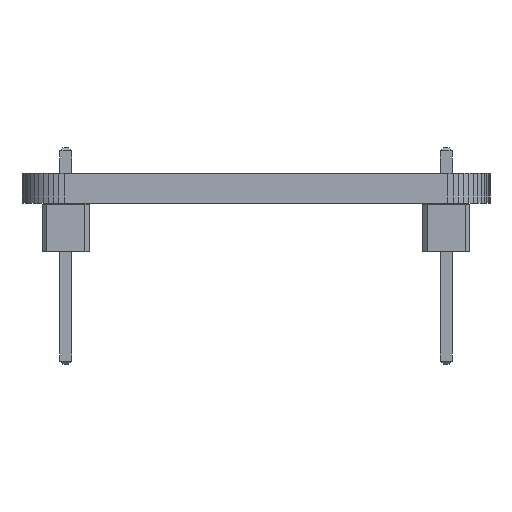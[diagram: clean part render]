
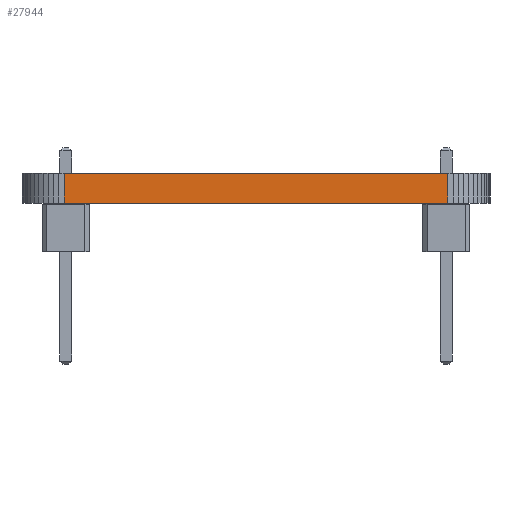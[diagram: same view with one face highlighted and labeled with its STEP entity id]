
A CAD part, front view. The second image highlights one B-rep face of the part: STEP entity #27944.
In plain terms, the highlighted planar face has unit normal (0, -1, 0).
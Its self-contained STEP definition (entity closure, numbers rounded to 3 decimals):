
#21935 = PLANE('',#21936);
#21936 = AXIS2_PLACEMENT_3D('',#21937,#21938,#21939);
#21937 = CARTESIAN_POINT('',(12.5,-22.5,1.6));
#21938 = DIRECTION('',(-0.,-0.,-1.));
#21939 = DIRECTION('',(-1.,0.,0.));
#21989 = PLANE('',#21990);
#21990 = AXIS2_PLACEMENT_3D('',#21991,#21992,#21993);
#21991 = CARTESIAN_POINT('',(12.5,-22.5,0.));
#21992 = DIRECTION('',(-0.,-0.,-1.));
#21993 = DIRECTION('',(-1.,0.,0.));
#22742 = VERTEX_POINT('',#22743);
#22743 = CARTESIAN_POINT('',(22.75,-45.,0.));
#22757 = PLANE('',#22758);
#22758 = AXIS2_PLACEMENT_3D('',#22759,#22760,#22761);
#22759 = CARTESIAN_POINT('',(23.044,-44.981,0.));
#22760 = DIRECTION('',(0.065,-0.998,0.));
#22761 = DIRECTION('',(-0.998,-0.065,0.));
#22769 = EDGE_CURVE('',#22742,#22770,#22772,.T.);
#22770 = VERTEX_POINT('',#22771);
#22771 = CARTESIAN_POINT('',(2.25,-45.,0.));
#22772 = SURFACE_CURVE('',#22773,(#22777,#22784),.PCURVE_S1.);
#22773 = LINE('',#22774,#22775);
#22774 = CARTESIAN_POINT('',(22.75,-45.,0.));
#22775 = VECTOR('',#22776,1.);
#22776 = DIRECTION('',(-1.,0.,0.));
#22777 = PCURVE('',#21989,#22778);
#22778 = DEFINITIONAL_REPRESENTATION('',(#22779),#22783);
#22779 = LINE('',#22780,#22781);
#22780 = CARTESIAN_POINT('',(-10.25,-22.5));
#22781 = VECTOR('',#22782,1.);
#22782 = DIRECTION('',(1.,0.));
#22783 = ( GEOMETRIC_REPRESENTATION_CONTEXT(2) 
PARAMETRIC_REPRESENTATION_CONTEXT() REPRESENTATION_CONTEXT('2D SPACE',''
  ) );
#22784 = PCURVE('',#22785,#22790);
#22785 = PLANE('',#22786);
#22786 = AXIS2_PLACEMENT_3D('',#22787,#22788,#22789);
#22787 = CARTESIAN_POINT('',(22.75,-45.,0.));
#22788 = DIRECTION('',(0.,-1.,0.));
#22789 = DIRECTION('',(-1.,0.,0.));
#22790 = DEFINITIONAL_REPRESENTATION('',(#22791),#22795);
#22791 = LINE('',#22792,#22793);
#22792 = CARTESIAN_POINT('',(0.,-0.));
#22793 = VECTOR('',#22794,1.);
#22794 = DIRECTION('',(1.,0.));
#22795 = ( GEOMETRIC_REPRESENTATION_CONTEXT(2) 
PARAMETRIC_REPRESENTATION_CONTEXT() REPRESENTATION_CONTEXT('2D SPACE',''
  ) );
#22813 = PLANE('',#22814);
#22814 = AXIS2_PLACEMENT_3D('',#22815,#22816,#22817);
#22815 = CARTESIAN_POINT('',(2.25,-45.,0.));
#22816 = DIRECTION('',(-0.065,-0.998,0.));
#22817 = DIRECTION('',(-0.998,0.065,0.));
#25128 = VERTEX_POINT('',#25129);
#25129 = CARTESIAN_POINT('',(22.75,-45.,1.6));
#25150 = EDGE_CURVE('',#25128,#25151,#25153,.T.);
#25151 = VERTEX_POINT('',#25152);
#25152 = CARTESIAN_POINT('',(2.25,-45.,1.6));
#25153 = SURFACE_CURVE('',#25154,(#25158,#25165),.PCURVE_S1.);
#25154 = LINE('',#25155,#25156);
#25155 = CARTESIAN_POINT('',(22.75,-45.,1.6));
#25156 = VECTOR('',#25157,1.);
#25157 = DIRECTION('',(-1.,0.,0.));
#25158 = PCURVE('',#21935,#25159);
#25159 = DEFINITIONAL_REPRESENTATION('',(#25160),#25164);
#25160 = LINE('',#25161,#25162);
#25161 = CARTESIAN_POINT('',(-10.25,-22.5));
#25162 = VECTOR('',#25163,1.);
#25163 = DIRECTION('',(1.,0.));
#25164 = ( GEOMETRIC_REPRESENTATION_CONTEXT(2) 
PARAMETRIC_REPRESENTATION_CONTEXT() REPRESENTATION_CONTEXT('2D SPACE',''
  ) );
#25165 = PCURVE('',#22785,#25166);
#25166 = DEFINITIONAL_REPRESENTATION('',(#25167),#25171);
#25167 = LINE('',#25168,#25169);
#25168 = CARTESIAN_POINT('',(0.,-1.6));
#25169 = VECTOR('',#25170,1.);
#25170 = DIRECTION('',(1.,0.));
#25171 = ( GEOMETRIC_REPRESENTATION_CONTEXT(2) 
PARAMETRIC_REPRESENTATION_CONTEXT() REPRESENTATION_CONTEXT('2D SPACE',''
  ) );
#27896 = EDGE_CURVE('',#22742,#25128,#27897,.T.);
#27897 = SURFACE_CURVE('',#27898,(#27902,#27909),.PCURVE_S1.);
#27898 = LINE('',#27899,#27900);
#27899 = CARTESIAN_POINT('',(22.75,-45.,0.));
#27900 = VECTOR('',#27901,1.);
#27901 = DIRECTION('',(0.,0.,1.));
#27902 = PCURVE('',#22757,#27903);
#27903 = DEFINITIONAL_REPRESENTATION('',(#27904),#27908);
#27904 = LINE('',#27905,#27906);
#27905 = CARTESIAN_POINT('',(0.294,0.));
#27906 = VECTOR('',#27907,1.);
#27907 = DIRECTION('',(0.,-1.));
#27908 = ( GEOMETRIC_REPRESENTATION_CONTEXT(2) 
PARAMETRIC_REPRESENTATION_CONTEXT() REPRESENTATION_CONTEXT('2D SPACE',''
  ) );
#27909 = PCURVE('',#22785,#27910);
#27910 = DEFINITIONAL_REPRESENTATION('',(#27911),#27915);
#27911 = LINE('',#27912,#27913);
#27912 = CARTESIAN_POINT('',(0.,-0.));
#27913 = VECTOR('',#27914,1.);
#27914 = DIRECTION('',(0.,-1.));
#27915 = ( GEOMETRIC_REPRESENTATION_CONTEXT(2) 
PARAMETRIC_REPRESENTATION_CONTEXT() REPRESENTATION_CONTEXT('2D SPACE',''
  ) );
#27944 = ADVANCED_FACE('',(#27945),#22785,.T.);
#27945 = FACE_BOUND('',#27946,.T.);
#27946 = EDGE_LOOP('',(#27947,#27948,#27949,#27970));
#27947 = ORIENTED_EDGE('',*,*,#27896,.T.);
#27948 = ORIENTED_EDGE('',*,*,#25150,.T.);
#27949 = ORIENTED_EDGE('',*,*,#27950,.F.);
#27950 = EDGE_CURVE('',#22770,#25151,#27951,.T.);
#27951 = SURFACE_CURVE('',#27952,(#27956,#27963),.PCURVE_S1.);
#27952 = LINE('',#27953,#27954);
#27953 = CARTESIAN_POINT('',(2.25,-45.,0.));
#27954 = VECTOR('',#27955,1.);
#27955 = DIRECTION('',(0.,0.,1.));
#27956 = PCURVE('',#22785,#27957);
#27957 = DEFINITIONAL_REPRESENTATION('',(#27958),#27962);
#27958 = LINE('',#27959,#27960);
#27959 = CARTESIAN_POINT('',(20.5,0.));
#27960 = VECTOR('',#27961,1.);
#27961 = DIRECTION('',(0.,-1.));
#27962 = ( GEOMETRIC_REPRESENTATION_CONTEXT(2) 
PARAMETRIC_REPRESENTATION_CONTEXT() REPRESENTATION_CONTEXT('2D SPACE',''
  ) );
#27963 = PCURVE('',#22813,#27964);
#27964 = DEFINITIONAL_REPRESENTATION('',(#27965),#27969);
#27965 = LINE('',#27966,#27967);
#27966 = CARTESIAN_POINT('',(0.,0.));
#27967 = VECTOR('',#27968,1.);
#27968 = DIRECTION('',(0.,-1.));
#27969 = ( GEOMETRIC_REPRESENTATION_CONTEXT(2) 
PARAMETRIC_REPRESENTATION_CONTEXT() REPRESENTATION_CONTEXT('2D SPACE',''
  ) );
#27970 = ORIENTED_EDGE('',*,*,#22769,.F.);
